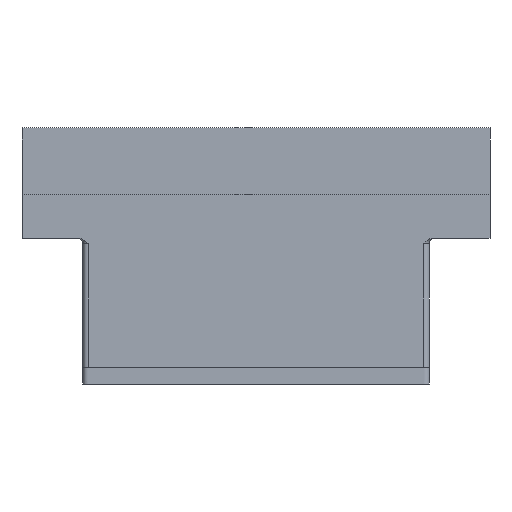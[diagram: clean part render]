
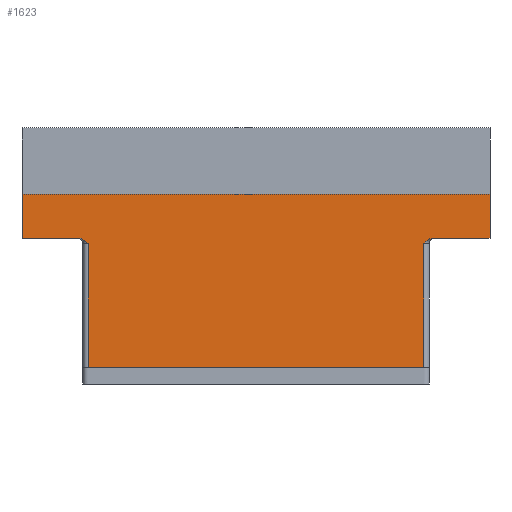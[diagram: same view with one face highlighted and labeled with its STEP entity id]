
A CAD part, front view. The second image highlights one B-rep face of the part: STEP entity #1623.
In plain terms, the highlighted planar face has unit normal (0, -1, 0).
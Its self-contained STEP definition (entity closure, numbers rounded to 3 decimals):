
#43=PLANE('',#1778);
#129=LINE('',#2596,#284);
#141=LINE('',#2695,#296);
#145=LINE('',#2702,#300);
#146=LINE('',#2715,#301);
#147=LINE('',#2717,#302);
#149=LINE('',#2721,#304);
#150=LINE('',#2723,#305);
#151=LINE('',#2724,#306);
#284=VECTOR('',#2030,1.);
#296=VECTOR('',#2086,1.);
#300=VECTOR('',#2090,1.);
#301=VECTOR('',#2101,10.);
#302=VECTOR('',#2104,10.);
#304=VECTOR('',#2108,1.);
#305=VECTOR('',#2109,1.);
#306=VECTOR('',#2110,1.);
#454=FACE_OUTER_BOUND('',#543,.T.);
#543=EDGE_LOOP('',(#1310,#1311,#1312,#1313,#1314,#1315,#1316,#1317,#1318,
#1319));
#678=B_SPLINE_CURVE_WITH_KNOTS('',3,(#2681,#2682,#2683,#2684,#2685,#2686),
 .UNSPECIFIED.,.F.,.F.,(4,2,4),(0.506,0.582,0.7),
 .UNSPECIFIED.);
#679=B_SPLINE_CURVE_WITH_KNOTS('',3,(#2707,#2708,#2709,#2710,#2711,#2712),
 .UNSPECIFIED.,.F.,.F.,(4,2,4),(0.,0.118,0.194),
 .UNSPECIFIED.);
#762=VERTEX_POINT('',#2592);
#764=VERTEX_POINT('',#2595);
#779=VERTEX_POINT('',#2679);
#780=VERTEX_POINT('',#2680);
#782=VERTEX_POINT('',#2692);
#783=VERTEX_POINT('',#2694);
#786=VERTEX_POINT('',#2700);
#787=VERTEX_POINT('',#2706);
#788=VERTEX_POINT('',#2720);
#789=VERTEX_POINT('',#2722);
#945=EDGE_CURVE('',#762,#764,#129,.F.);
#970=EDGE_CURVE('',#779,#780,#678,.T.);
#975=EDGE_CURVE('',#782,#783,#141,.T.);
#979=EDGE_CURVE('',#786,#779,#145,.T.);
#981=EDGE_CURVE('',#787,#782,#679,.T.);
#983=EDGE_CURVE('',#764,#787,#146,.T.);
#984=EDGE_CURVE('',#780,#762,#147,.T.);
#986=EDGE_CURVE('',#788,#786,#149,.F.);
#987=EDGE_CURVE('',#789,#788,#150,.F.);
#988=EDGE_CURVE('',#783,#789,#151,.F.);
#1310=ORIENTED_EDGE('',*,*,#979,.F.);
#1311=ORIENTED_EDGE('',*,*,#986,.F.);
#1312=ORIENTED_EDGE('',*,*,#987,.F.);
#1313=ORIENTED_EDGE('',*,*,#988,.F.);
#1314=ORIENTED_EDGE('',*,*,#975,.F.);
#1315=ORIENTED_EDGE('',*,*,#981,.F.);
#1316=ORIENTED_EDGE('',*,*,#983,.F.);
#1317=ORIENTED_EDGE('',*,*,#945,.F.);
#1318=ORIENTED_EDGE('',*,*,#984,.F.);
#1319=ORIENTED_EDGE('',*,*,#970,.F.);
#1623=ADVANCED_FACE('',(#454),#43,.F.);
#1778=AXIS2_PLACEMENT_3D('',#2719,#2106,#2107);
#2030=DIRECTION('',(1.,0.,0.));
#2086=DIRECTION('',(-1.,0.,0.));
#2090=DIRECTION('',(-1.,0.,0.));
#2101=DIRECTION('',(0.,0.,1.));
#2104=DIRECTION('',(0.,0.,-1.));
#2106=DIRECTION('center_axis',(0.,1.,0.));
#2107=DIRECTION('ref_axis',(-1.,0.,0.));
#2108=DIRECTION('',(0.,0.,1.));
#2109=DIRECTION('',(-1.,0.,0.));
#2110=DIRECTION('',(0.,0.,-1.));
#2592=CARTESIAN_POINT('',(-12.,0.,20.));
#2595=CARTESIAN_POINT('',(-73.,0.,20.));
#2596=CARTESIAN_POINT('',(-42.5,0.,20.));
#2679=CARTESIAN_POINT('',(-10.268,0.,43.5));
#2680=CARTESIAN_POINT('',(-12.,0.,42.5));
#2681=CARTESIAN_POINT('Ctrl Pts',(-10.268,0.,43.5));
#2682=CARTESIAN_POINT('Ctrl Pts',(-10.523,0.,
43.5));
#2683=CARTESIAN_POINT('Ctrl Pts',(-10.815,0.,43.41));
#2684=CARTESIAN_POINT('Ctrl Pts',(-11.385,0.,43.104));
#2685=CARTESIAN_POINT('Ctrl Pts',(-11.723,0.,42.777));
#2686=CARTESIAN_POINT('Ctrl Pts',(-12.,0.,42.5));
#2692=CARTESIAN_POINT('',(-74.732,0.,43.5));
#2694=CARTESIAN_POINT('',(-85.,0.,43.5));
#2695=CARTESIAN_POINT('',(-79.866,0.,43.5));
#2700=CARTESIAN_POINT('',(0.,0.,43.5));
#2702=CARTESIAN_POINT('',(-5.134,0.,43.5));
#2706=CARTESIAN_POINT('',(-73.,0.,42.5));
#2707=CARTESIAN_POINT('Ctrl Pts',(-73.,0.,42.5));
#2708=CARTESIAN_POINT('Ctrl Pts',(-73.277,0.,42.777));
#2709=CARTESIAN_POINT('Ctrl Pts',(-73.615,0.,43.104));
#2710=CARTESIAN_POINT('Ctrl Pts',(-74.185,0.,43.41));
#2711=CARTESIAN_POINT('Ctrl Pts',(-74.477,0.,43.5));
#2712=CARTESIAN_POINT('Ctrl Pts',(-74.732,0.,43.5));
#2715=CARTESIAN_POINT('',(-73.,0.,31.75));
#2717=CARTESIAN_POINT('',(-12.,0.,10.));
#2719=CARTESIAN_POINT('Origin',(0.,0.,0.));
#2720=CARTESIAN_POINT('',(0.,0.,51.5));
#2721=CARTESIAN_POINT('',(0.,0.,47.5));
#2722=CARTESIAN_POINT('',(-85.,0.,51.5));
#2723=CARTESIAN_POINT('',(-42.5,0.,51.5));
#2724=CARTESIAN_POINT('',(-85.,0.,47.5));
